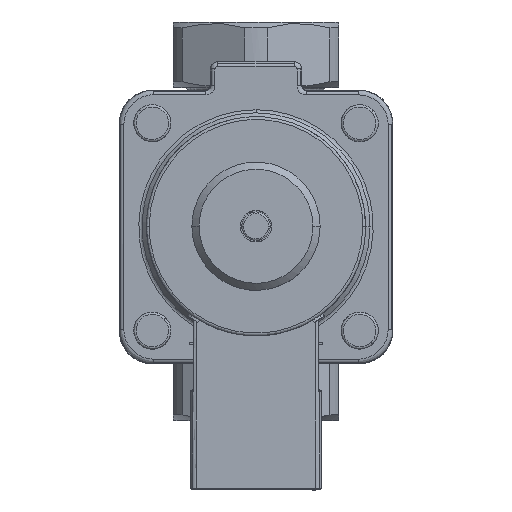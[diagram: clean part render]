
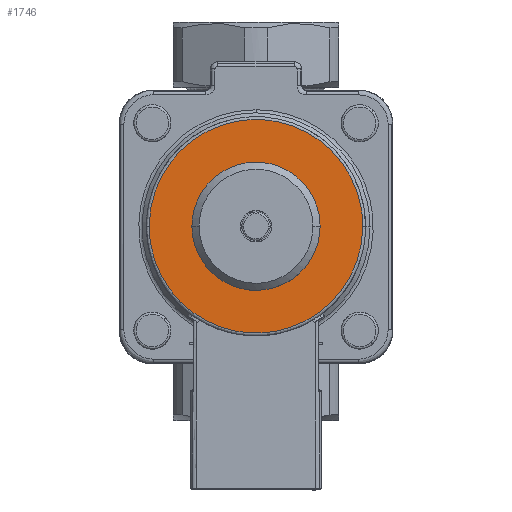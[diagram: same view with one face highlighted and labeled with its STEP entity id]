
A CAD part, top view. The second image highlights one B-rep face of the part: STEP entity #1746.
In plain terms, the highlighted free-form (B-spline) face has degree [1, 1] with [2, 2] control points.
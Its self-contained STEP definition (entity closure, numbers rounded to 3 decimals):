
#1697 = CARTESIAN_POINT ('', (-37.5, -2., 176.134));
#1698 = VERTEX_POINT ('', #1697);
#1699 = CARTESIAN_POINT ('', (37.5, -2., 176.134));
#1700 = VERTEX_POINT ('', #1699);
#1701 = CARTESIAN_POINT ('', (-37.5, -2., 176.134));
#1702 = CARTESIAN_POINT ('', (-37.5, 35.5, 176.134));
#1703 = CARTESIAN_POINT ('', (0., 35.5, 176.134));
#1704 = CARTESIAN_POINT ('', (37.5, 35.5, 176.134));
#1705 = CARTESIAN_POINT ('', (37.5, -2., 176.134));
#1706 = (
   BOUNDED_CURVE ()
   B_SPLINE_CURVE (2, (#1701, #1702, #1703, #1704, #1705), .UNSPECIFIED., .F., .U.)
   B_SPLINE_CURVE_WITH_KNOTS ((3, 2, 3), (180., 270., 360.), .UNSPECIFIED.)
   CURVE ()
   GEOMETRIC_REPRESENTATION_ITEM ()
   RATIONAL_B_SPLINE_CURVE ((1., 0.707, 1., 0.707, 1.))
   REPRESENTATION_ITEM ('')
);
#1707 = EDGE_CURVE ('', #1698, #1700, #1706, .T.);
#1708 = ORIENTED_EDGE ('', *, *, #1707, .F.);
#1709 = CARTESIAN_POINT ('', (37.5, -2., 176.134));
#1710 = CARTESIAN_POINT ('', (37.5, -39.5, 176.134));
#1711 = CARTESIAN_POINT ('', (0., -39.5, 176.134));
#1712 = CARTESIAN_POINT ('', (-37.5, -39.5, 176.134));
#1713 = CARTESIAN_POINT ('', (-37.5, -2., 176.134));
#1714 = (
   BOUNDED_CURVE ()
   B_SPLINE_CURVE (2, (#1709, #1710, #1711, #1712, #1713), .UNSPECIFIED., .F., .U.)
   B_SPLINE_CURVE_WITH_KNOTS ((3, 2, 3), (360., 450., 540.), .UNSPECIFIED.)
   CURVE ()
   GEOMETRIC_REPRESENTATION_ITEM ()
   RATIONAL_B_SPLINE_CURVE ((1., 0.707, 1., 0.707, 1.))
   REPRESENTATION_ITEM ('')
);
#1715 = EDGE_CURVE ('', #1700, #1698, #1714, .T.);
#1716 = ORIENTED_EDGE ('', *, *, #1715, .F.);
#1717 = EDGE_LOOP ('', (#1708, #1716));
#1718 = FACE_OUTER_BOUND ('', #1717, .T.);
#1719 = CARTESIAN_POINT ('', (-22.5, -2., 176.134));
#1720 = VERTEX_POINT ('', #1719);
#1721 = CARTESIAN_POINT ('', (22.5, -2., 176.134));
#1722 = VERTEX_POINT ('', #1721);
#1723 = CARTESIAN_POINT ('', (-22.5, -2., 176.134));
#1724 = CARTESIAN_POINT ('', (-22.5, 20.5, 176.134));
#1725 = CARTESIAN_POINT ('', (0., 20.5, 176.134));
#1726 = CARTESIAN_POINT ('', (22.5, 20.5, 176.134));
#1727 = CARTESIAN_POINT ('', (22.5, -2., 176.134));
#1728 = (
   BOUNDED_CURVE ()
   B_SPLINE_CURVE (2, (#1723, #1724, #1725, #1726, #1727), .UNSPECIFIED., .F., .U.)
   B_SPLINE_CURVE_WITH_KNOTS ((3, 2, 3), (0., 90., 180.), .UNSPECIFIED.)
   CURVE ()
   GEOMETRIC_REPRESENTATION_ITEM ()
   RATIONAL_B_SPLINE_CURVE ((1., 0.707, 1., 0.707, 1.))
   REPRESENTATION_ITEM ('')
);
#1729 = EDGE_CURVE ('', #1720, #1722, #1728, .T.);
#1730 = ORIENTED_EDGE ('', *, *, #1729, .T.);
#1731 = CARTESIAN_POINT ('', (22.5, -2., 176.134));
#1732 = CARTESIAN_POINT ('', (22.5, -24.5, 176.134));
#1733 = CARTESIAN_POINT ('', (0., -24.5, 176.134));
#1734 = CARTESIAN_POINT ('', (-22.5, -24.5, 176.134));
#1735 = CARTESIAN_POINT ('', (-22.5, -2., 176.134));
#1736 = (
   BOUNDED_CURVE ()
   B_SPLINE_CURVE (2, (#1731, #1732, #1733, #1734, #1735), .UNSPECIFIED., .F., .U.)
   B_SPLINE_CURVE_WITH_KNOTS ((3, 2, 3), (180., 270., 360.), .UNSPECIFIED.)
   CURVE ()
   GEOMETRIC_REPRESENTATION_ITEM ()
   RATIONAL_B_SPLINE_CURVE ((1., 0.707, 1., 0.707, 1.))
   REPRESENTATION_ITEM ('')
);
#1737 = EDGE_CURVE ('', #1722, #1720, #1736, .T.);
#1738 = ORIENTED_EDGE ('', *, *, #1737, .T.);
#1739 = EDGE_LOOP ('', (#1730, #1738));
#1740 = FACE_BOUND ('', #1739, .T.);
#1741 = CARTESIAN_POINT ('', (-37.5, -39.5, 176.134));
#1742 = CARTESIAN_POINT ('', (-37.5, 35.5, 176.134));
#1743 = CARTESIAN_POINT ('', (37.5, -39.5, 176.134));
#1744 = CARTESIAN_POINT ('', (37.5, 35.5, 176.134));
#1745 = B_SPLINE_SURFACE_WITH_KNOTS ('', 1, 1, ((#1741, #1742), (#1743, #1744)), .UNSPECIFIED., .F., .F., .U., (2, 2), (2, 2), (-37.5, 37.5), (-37.5, 37.5), .UNSPECIFIED.);
#1746 = ADVANCED_FACE ('', (#1718, #1740), #1745, .T.);
